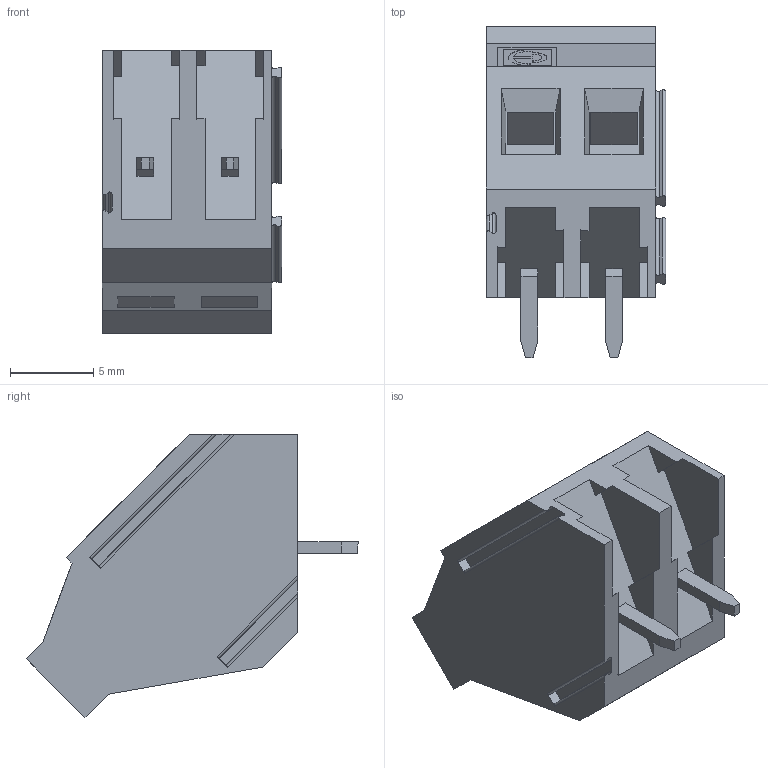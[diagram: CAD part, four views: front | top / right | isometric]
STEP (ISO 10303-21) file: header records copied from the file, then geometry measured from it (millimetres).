
FILE_DESCRIPTION(('STEP AP214'),'1');
FILE_NAME('MI252-5,08-IQ.stp','2020-11-16T14:08:51',(' '),(' '),'Spatial InterOp 3D',' ',' ');
FILE_SCHEMA(('automotive_design'));
Length unit declared in the file: metre
Products named in the file (1): 1
Bounding box: 10.76 x 19.9 x 17 mm (x, y, z)
Volume: 1403.5 mm3; surface area: 1465.2 mm2
Topology: 1 solids, 1 shells, 152 faces, 407 edges, 270 vertices
Faces by surface type: plane 129, cylinder 22, extrusion 1
Full cylindrical faces by diameter (mm): 4 x2
Entity records: 5905 total; most frequent: CARTESIAN_POINT 842, ORIENTED_EDGE 806, DIRECTION 756, EDGE_CURVE 403, VECTOR 352, LINE 351, VERTEX_POINT 268, AXIS2_PLACEMENT_3D 202
